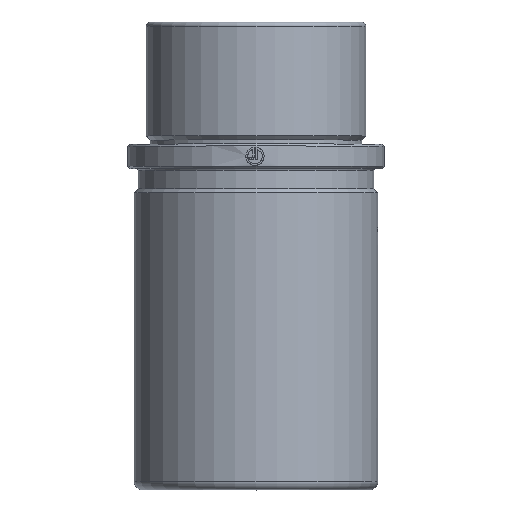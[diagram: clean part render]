
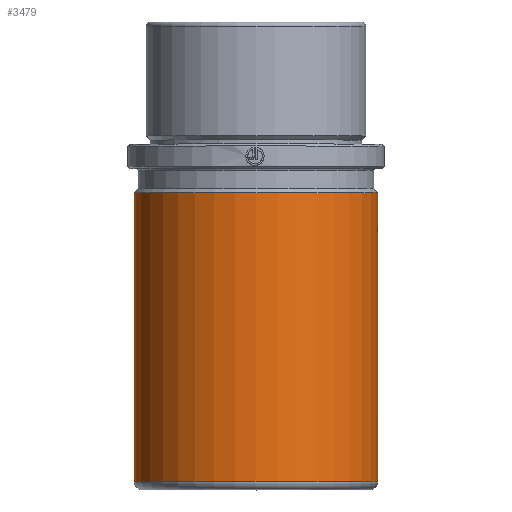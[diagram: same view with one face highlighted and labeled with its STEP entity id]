
A CAD part, top view. The second image highlights one B-rep face of the part: STEP entity #3479.
In plain terms, the highlighted cylindrical face has radius 30 mm (diameter 60 mm), a partial arc.
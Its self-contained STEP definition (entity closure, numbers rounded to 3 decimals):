
#37 = CARTESIAN_POINT ( 'NONE',  ( 30., 0., 0. ) ) ;
#146 = EDGE_CURVE ( 'NONE', #5891, #6010, #2469, .T. ) ;
#262 = DIRECTION ( 'NONE',  ( -1., 0., 0. ) ) ;
#289 = CYLINDRICAL_SURFACE ( 'NONE', #5309, 30. ) ;
#465 = CARTESIAN_POINT ( 'NONE',  ( 29.896, 6.665, 2.5 ) ) ;
#493 = CARTESIAN_POINT ( 'NONE',  ( 29.955, 8.384, 1.652 ) ) ;
#577 = ORIENTED_EDGE ( 'NONE', *, *, #612, .T. ) ;
#612 = EDGE_CURVE ( 'NONE', #3131, #3864, #4762, .T. ) ;
#686 = FACE_OUTER_BOUND ( 'NONE', #1766, .T. ) ;
#751 = LINE ( 'NONE', #5492, #1143 ) ;
#772 = CARTESIAN_POINT ( 'NONE',  ( 29.98, 4.253, 1.108 ) ) ;
#981 = CARTESIAN_POINT ( 'NONE',  ( -30., 15.5, 0. ) ) ;
#1049 = VECTOR ( 'NONE', #6448, 1000. ) ;
#1090 = CARTESIAN_POINT ( 'NONE',  ( 29.974, 8.67, 1.252 ) ) ;
#1116 = CARTESIAN_POINT ( 'NONE',  ( 29.999, 8.984, 0.325 ) ) ;
#1143 = VECTOR ( 'NONE', #4246, 1000. ) ;
#1183 = CARTESIAN_POINT ( 'NONE',  ( 29.961, 8.487, 1.526 ) ) ;
#1258 = CARTESIAN_POINT ( 'NONE',  ( 30., -55.5, 0. ) ) ;
#1350 = VERTEX_POINT ( 'NONE', #1735 ) ;
#1593 = CARTESIAN_POINT ( 'NONE',  ( 0., 15.5, 0. ) ) ;
#1735 = CARTESIAN_POINT ( 'NONE',  ( -30., -55.5, 0. ) ) ;
#1766 = EDGE_LOOP ( 'NONE', ( #2237, #6109, #3396, #577, #6549, #5060, #3749 ) ) ;
#1774 = CARTESIAN_POINT ( 'NONE',  ( 29.906, 7.306, 2.372 ) ) ;
#1799 = CARTESIAN_POINT ( 'NONE',  ( 30., 9., 0.163 ) ) ;
#1832 = CARTESIAN_POINT ( 'NONE',  ( 29.896, 6.5, 2.5 ) ) ;
#1996 = CARTESIAN_POINT ( 'NONE',  ( 29.962, 4.511, 1.523 ) ) ;
#2237 = ORIENTED_EDGE ( 'NONE', *, *, #6646, .T. ) ;
#2363 = CARTESIAN_POINT ( 'NONE',  ( 30., 4., 0. ) ) ;
#2385 = CARTESIAN_POINT ( 'NONE',  ( 0., 0., 0. ) ) ;
#2469 = CIRCLE ( 'NONE', #7555, 30. ) ;
#2589 = CARTESIAN_POINT ( 'NONE',  ( 29.941, 4.847, 1.882 ) ) ;
#2642 = LINE ( 'NONE', #5235, #1049 ) ;
#2680 = CARTESIAN_POINT ( 'NONE',  ( 29.999, 4.016, 0.328 ) ) ;
#2964 = CARTESIAN_POINT ( 'NONE',  ( 29.941, 8.153, 1.882 ) ) ;
#3083 = B_SPLINE_CURVE_WITH_KNOTS ( 'NONE', 3,
 ( #7496, #3241, #2680, #6406, #3795, #772, #5690, #1996, #6299, #2589, #6910, #7131, #7665, #7723, #3945, #4053 ),
 .UNSPECIFIED., .F., .F.,
 ( 4, 2, 2, 2, 2, 2, 2, 4 ),
 ( 0.012, 0.012, 0.013, 0.013, 0.014, 0.014, 0.015, 0.016 ),
 .UNSPECIFIED. ) ;
#3131 = VERTEX_POINT ( 'NONE', #1832 ) ;
#3193 = VERTEX_POINT ( 'NONE', #2363 ) ;
#3241 = CARTESIAN_POINT ( 'NONE',  ( 30., 4., 0.165 ) ) ;
#3396 = ORIENTED_EDGE ( 'NONE', *, *, #4608, .T. ) ;
#3479 = ADVANCED_FACE ( 'NONE', ( #686 ), #289, .T. ) ;
#3505 = VERTEX_POINT ( 'NONE', #1258 ) ;
#3584 = CARTESIAN_POINT ( 'NONE',  ( 29.993, 8.92, 0.648 ) ) ;
#3749 = ORIENTED_EDGE ( 'NONE', *, *, #7184, .F. ) ;
#3795 = CARTESIAN_POINT ( 'NONE',  ( 29.99, 4.128, 0.806 ) ) ;
#3864 = VERTEX_POINT ( 'NONE', #4511 ) ;
#3945 = CARTESIAN_POINT ( 'NONE',  ( 29.896, 6.17, 2.5 ) ) ;
#4053 = CARTESIAN_POINT ( 'NONE',  ( 29.896, 6.5, 2.5 ) ) ;
#4120 = CARTESIAN_POINT ( 'NONE',  ( 29.922, 7.753, 2.17 ) ) ;
#4150 = CARTESIAN_POINT ( 'NONE',  ( 29.902, 7.148, 2.42 ) ) ;
#4176 = CARTESIAN_POINT ( 'NONE',  ( 30., 9., 0. ) ) ;
#4246 = DIRECTION ( 'NONE',  ( 0., 1., 0. ) ) ;
#4289 = EDGE_CURVE ( 'NONE', #3505, #3193, #6793, .T. ) ;
#4511 = CARTESIAN_POINT ( 'NONE',  ( 30., 9., 0. ) ) ;
#4517 = AXIS2_PLACEMENT_3D ( 'NONE', #7461, #7056, #262 ) ;
#4608 = EDGE_CURVE ( 'NONE', #3193, #3131, #3083, .T. ) ;
#4640 = DIRECTION ( 'NONE',  ( -1., 0., 0. ) ) ;
#4762 = B_SPLINE_CURVE_WITH_KNOTS ( 'NONE', 3,
 ( #7294, #465, #4840, #4150, #1774, #4770, #4120, #6044, #2964, #493, #1183, #1090, #7895, #5396, #3584, #1116, #1799, #4176 ),
 .UNSPECIFIED., .F., .F.,
 ( 4, 2, 2, 2, 2, 2, 2, 2, 4 ),
 ( 0., 0., 0.001, 0.001, 0.002, 0.002, 0.003, 0.003, 0.004 ),
 .UNSPECIFIED. ) ;
#4770 = CARTESIAN_POINT ( 'NONE',  ( 29.916, 7.609, 2.246 ) ) ;
#4840 = CARTESIAN_POINT ( 'NONE',  ( 29.897, 6.828, 2.484 ) ) ;
#5060 = ORIENTED_EDGE ( 'NONE', *, *, #146, .F. ) ;
#5235 = CARTESIAN_POINT ( 'NONE',  ( 30., 0., 0. ) ) ;
#5299 = CARTESIAN_POINT ( 'NONE',  ( 30., 15.5, 0. ) ) ;
#5309 = AXIS2_PLACEMENT_3D ( 'NONE', #2385, #6788, #7398 ) ;
#5396 = CARTESIAN_POINT ( 'NONE',  ( 29.99, 8.872, 0.806 ) ) ;
#5492 = CARTESIAN_POINT ( 'NONE',  ( -30., 0., 0. ) ) ;
#5690 = CARTESIAN_POINT ( 'NONE',  ( 29.974, 4.33, 1.252 ) ) ;
#5891 = VERTEX_POINT ( 'NONE', #981 ) ;
#5953 = DIRECTION ( 'NONE',  ( 0., 1., 0. ) ) ;
#6010 = VERTEX_POINT ( 'NONE', #5299 ) ;
#6044 = CARTESIAN_POINT ( 'NONE',  ( 29.934, 8.025, 1.988 ) ) ;
#6109 = ORIENTED_EDGE ( 'NONE', *, *, #4289, .T. ) ;
#6131 = CIRCLE ( 'NONE', #4517, 30. ) ;
#6156 = DIRECTION ( 'NONE',  ( 0., 1., 0. ) ) ;
#6299 = CARTESIAN_POINT ( 'NONE',  ( 29.955, 4.616, 1.652 ) ) ;
#6406 = CARTESIAN_POINT ( 'NONE',  ( 29.993, 4.08, 0.647 ) ) ;
#6448 = DIRECTION ( 'NONE',  ( 0., 1., 0. ) ) ;
#6549 = ORIENTED_EDGE ( 'NONE', *, *, #6830, .T. ) ;
#6602 = VECTOR ( 'NONE', #6156, 1000. ) ;
#6646 = EDGE_CURVE ( 'NONE', #1350, #3505, #6131, .T. ) ;
#6788 = DIRECTION ( 'NONE',  ( 0., 1., 0. ) ) ;
#6793 = LINE ( 'NONE', #37, #6602 ) ;
#6830 = EDGE_CURVE ( 'NONE', #3864, #6010, #2642, .T. ) ;
#6910 = CARTESIAN_POINT ( 'NONE',  ( 29.934, 4.973, 1.986 ) ) ;
#7056 = DIRECTION ( 'NONE',  ( 0., 1., 0. ) ) ;
#7131 = CARTESIAN_POINT ( 'NONE',  ( 29.922, 5.245, 2.169 ) ) ;
#7184 = EDGE_CURVE ( 'NONE', #1350, #5891, #751, .T. ) ;
#7294 = CARTESIAN_POINT ( 'NONE',  ( 29.896, 6.5, 2.5 ) ) ;
#7398 = DIRECTION ( 'NONE',  ( -1., 0., 0. ) ) ;
#7461 = CARTESIAN_POINT ( 'NONE',  ( 0., -55.5, 0. ) ) ;
#7496 = CARTESIAN_POINT ( 'NONE',  ( 30., 4., 0. ) ) ;
#7555 = AXIS2_PLACEMENT_3D ( 'NONE', #1593, #5953, #4640 ) ;
#7665 = CARTESIAN_POINT ( 'NONE',  ( 29.916, 5.391, 2.246 ) ) ;
#7723 = CARTESIAN_POINT ( 'NONE',  ( 29.901, 5.842, 2.434 ) ) ;
#7895 = CARTESIAN_POINT ( 'NONE',  ( 29.98, 8.747, 1.107 ) ) ;
